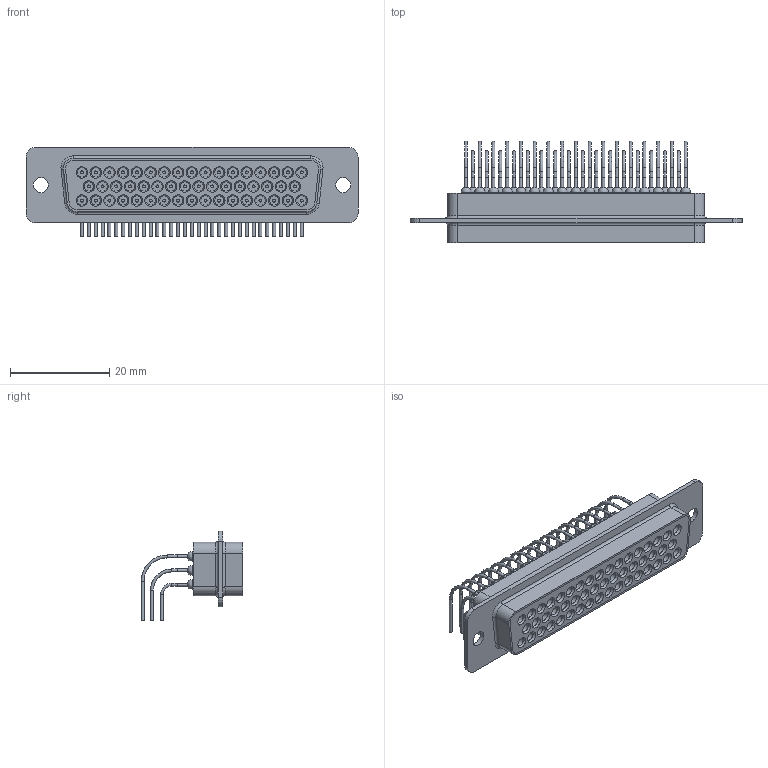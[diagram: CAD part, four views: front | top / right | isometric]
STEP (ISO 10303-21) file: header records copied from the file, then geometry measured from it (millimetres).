
FILE_DESCRIPTION( ( '' ), ' ' );
FILE_NAME( '5b0e178405eeac0fc4a167e5.step', '2018-05-30T03:16:21', ( '' ), ( '' ), ' ', ' ', ' ' );
FILE_SCHEMA( ( 'AUTOMOTIVE_DESIGN { 1 0 10303 214 1 1 1 1 }' ) );
Length unit declared in the file: metre
Products named in the file (7): Assem1; Remas; Vidinis; Part 1; 1stRow; 2stRow; 3stRow
Assembly tree (102 placements, depth 2):
  Assem1
    Remas
    Vidinis
    Part 1  x50
    1stRow  x17
    2stRow  x16
    3stRow  x17
Bounding box: 67 x 20.56 x 18.09 mm (x, y, z)
Volume: 5522.2 mm3; surface area: 12264.1 mm2
Topology: 102 solids, 102 shells, 764 faces, 1508 edges, 950 vertices
Faces by surface type: cylinder 330, plane 276, torus 58, cone 50, sphere 50
Full cylindrical faces by diameter (mm): 0.6 x200, 1.9 x50, 2 x50, 3.05 x2
Entity records: 6946 total; most frequent: DIRECTION 1138, CARTESIAN_POINT 881, ORIENTED_EDGE 648, AXIS2_PLACEMENT_3D 525, EDGE_LOOP 410, EDGE_CURVE 324, VERTEX_POINT 268, FACE_OUTER_BOUND 250
